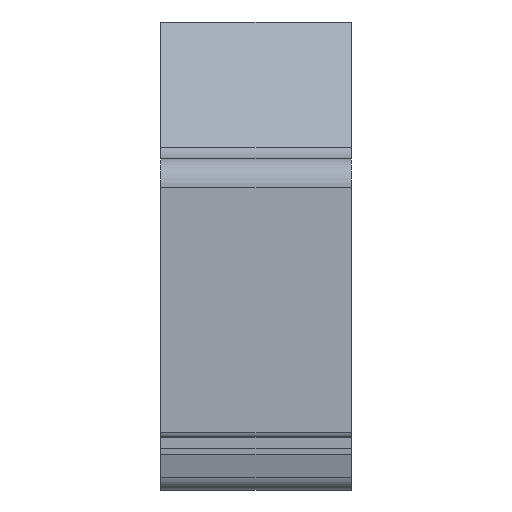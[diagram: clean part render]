
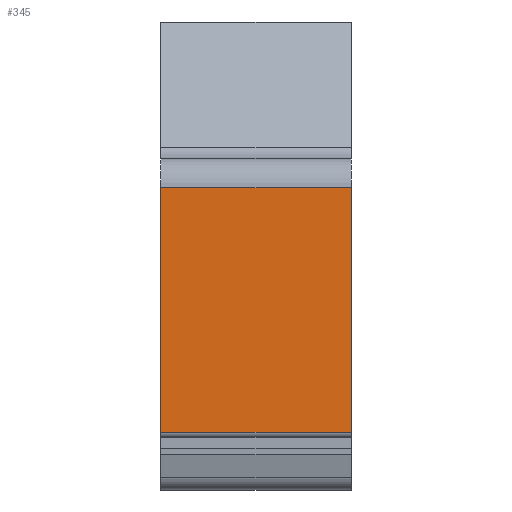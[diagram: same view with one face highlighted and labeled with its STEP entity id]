
A CAD part, front view. The second image highlights one B-rep face of the part: STEP entity #345.
In plain terms, the highlighted planar face has unit normal (0, -1, 0).
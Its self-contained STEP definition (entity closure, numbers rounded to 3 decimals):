
#287=CARTESIAN_POINT('',(325.,-755.0,30.5));
#288=VERTEX_POINT('',#287);
#296=CARTESIAN_POINT('',(0.0,-755.0,30.5));
#297=VERTEX_POINT('',#296);
#298=CARTESIAN_POINT('',(0.0,-755.0,30.5));
#299=DIRECTION('',(1.0,0.0,0.0));
#300=VECTOR('',#299,325.);
#301=LINE('',#298,#300);
#302=EDGE_CURVE('',#297,#288,#301,.T.);
#315=CARTESIAN_POINT('',(0.0,-755.0,30.5));
#316=DIRECTION('',(0.0,-1.0,0.0));
#317=DIRECTION('',(0.0,0.0,-1.0));
#318=AXIS2_PLACEMENT_3D('',#315,#316,#317);
#319=PLANE('',#318);
#320=CARTESIAN_POINT('',(325.,-755.0,447.5));
#321=VERTEX_POINT('',#320);
#322=CARTESIAN_POINT('',(325.,-755.0,30.5));
#323=DIRECTION('',(0.0,0.0,1.0));
#324=VECTOR('',#323,417.0);
#325=LINE('',#322,#324);
#326=EDGE_CURVE('',#288,#321,#325,.T.);
#327=ORIENTED_EDGE('',*,*,#326,.T.);
#328=CARTESIAN_POINT('',(0.0,-755.0,447.5));
#329=VERTEX_POINT('',#328);
#330=CARTESIAN_POINT('',(0.0,-755.0,447.5));
#331=DIRECTION('',(1.0,0.0,0.0));
#332=VECTOR('',#331,325.);
#333=LINE('',#330,#332);
#334=EDGE_CURVE('',#329,#321,#333,.T.);
#335=ORIENTED_EDGE('',*,*,#334,.F.);
#336=CARTESIAN_POINT('',(0.0,-755.0,30.5));
#337=DIRECTION('',(0.0,0.0,1.0));
#338=VECTOR('',#337,417.0);
#339=LINE('',#336,#338);
#340=EDGE_CURVE('',#297,#329,#339,.T.);
#341=ORIENTED_EDGE('',*,*,#340,.F.);
#342=ORIENTED_EDGE('',*,*,#302,.T.);
#343=EDGE_LOOP('',(#327,#335,#341,#342));
#344=FACE_OUTER_BOUND('',#343,.T.);
#345=ADVANCED_FACE('',(#344),#319,.T.);
